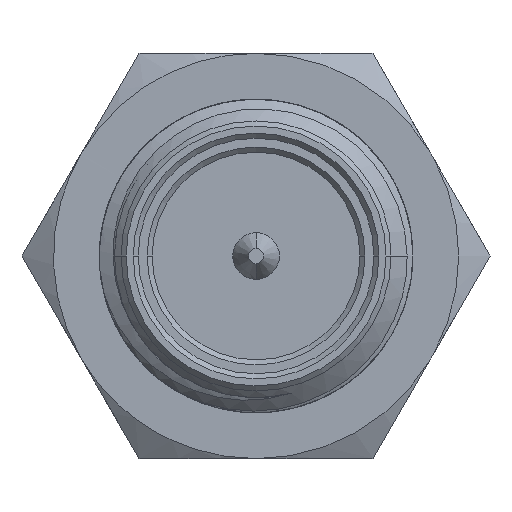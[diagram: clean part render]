
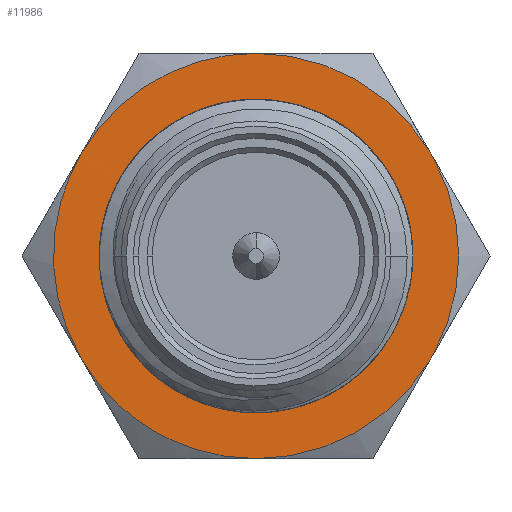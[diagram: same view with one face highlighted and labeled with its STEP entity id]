
A CAD part, left-side view. The second image highlights one B-rep face of the part: STEP entity #11986.
In plain terms, the highlighted planar face has unit normal (-1, 0, 0).
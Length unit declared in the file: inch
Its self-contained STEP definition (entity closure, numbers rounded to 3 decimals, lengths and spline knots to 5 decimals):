
#2085=CARTESIAN_POINT('',(0.44882,0.,0.));
#2086=DIRECTION('',(1.,0.,0.));
#2087=DIRECTION('',(0.,1.,0.));
#2088=AXIS2_PLACEMENT_3D('',#2085,#2086,#2087);
#4928=CARTESIAN_POINT('',(0.44882,0.,0.));
#4929=DIRECTION('',(-1.,0.,0.));
#4930=DIRECTION('',(0.,1.,0.));
#4931=AXIS2_PLACEMENT_3D('',#4928,#4929,#4930);
#4937=CARTESIAN_POINT('',(0.44882,0.,0.));
#4938=DIRECTION('',(1.,0.,0.));
#4939=DIRECTION('',(0.,0.,1.));
#4940=AXIS2_PLACEMENT_3D('',#4937,#4938,#4939);
#4942=DIRECTION('',(0.,0.5,0.866));
#4943=VECTOR('',#4942,0.00717);
#4944=CARTESIAN_POINT('',(0.44882,-0.13814,
0.07561));
#4945=LINE('',#4944,#4943);
#4946=CARTESIAN_POINT('',(0.44882,0.,0.));
#4947=DIRECTION('',(1.,0.,0.));
#4948=DIRECTION('',(0.,-0.877,0.48));
#4949=AXIS2_PLACEMENT_3D('',#4946,#4947,#4948);
#4951=DIRECTION('',(0.,-0.5,0.866));
#4952=VECTOR('',#4951,0.00717);
#4953=CARTESIAN_POINT('',(0.44882,-0.13455,
-0.08183));
#4954=LINE('',#4953,#4952);
#4955=CARTESIAN_POINT('',(0.44882,0.,0.));
#4956=DIRECTION('',(1.,0.,0.));
#4957=DIRECTION('',(0.,-0.854,-0.52));
#4958=AXIS2_PLACEMENT_3D('',#4955,#4956,#4957);
#4960=CARTESIAN_POINT('',(0.44882,0.,
-0.15748));
#4961=CARTESIAN_POINT('',(0.44882,0.00545,
-0.15748));
#4962=CARTESIAN_POINT('',(0.44882,0.01611,
-0.15693));
#4963=CARTESIAN_POINT('',(0.44882,0.03179,
-0.1545));
#4964=CARTESIAN_POINT('',(0.44882,0.04606,
-0.15081));
#4965=CARTESIAN_POINT('',(0.44882,0.05832,
-0.14645));
#4966=CARTESIAN_POINT('',(0.44882,0.06882,
-0.14179));
#4967=CARTESIAN_POINT('',(0.44882,0.07788,
-0.13699));
#4968=CARTESIAN_POINT('',(0.44882,0.08564,
-0.13225));
#4969=CARTESIAN_POINT('',(0.44882,0.0922,
-0.12774));
#4970=CARTESIAN_POINT('',(0.44882,0.09783,
-0.12347));
#4971=CARTESIAN_POINT('',(0.44882,0.10286,
-0.1193));
#4972=CARTESIAN_POINT('',(0.44882,0.10756,
-0.11508));
#4973=CARTESIAN_POINT('',(0.44882,0.11217,
-0.1106));
#4974=CARTESIAN_POINT('',(0.44882,0.11658,
-0.10594));
#4975=CARTESIAN_POINT('',(0.44882,0.12077,
-0.10113));
#4976=CARTESIAN_POINT('',(0.44882,0.12481,
-0.09611));
#4977=CARTESIAN_POINT('',(0.44882,0.12873,
-0.0908));
#4978=CARTESIAN_POINT('',(0.44882,0.13242,
-0.08531));
#4979=CARTESIAN_POINT('',(0.44882,0.13505,
-0.08108));
#4980=CARTESIAN_POINT('',(0.44882,0.13636,
-0.07884));
#4982=CARTESIAN_POINT('',(0.44882,0.13664,
-0.07837));
#4983=CARTESIAN_POINT('',(0.44882,0.13662,
-0.0784));
#4984=CARTESIAN_POINT('',(0.44882,0.13658,
-0.07849));
#4985=CARTESIAN_POINT('',(0.44882,0.1364,
-0.07879));
#4986=CARTESIAN_POINT('',(0.44882,0.13637,
-0.07884));
#4987=CARTESIAN_POINT('',(0.44882,0.13636,
-0.07884));
#4989=CARTESIAN_POINT('',(0.44882,0.13664,
-0.07837));
#4990=CARTESIAN_POINT('',(0.44882,0.13913,
-0.07399));
#4991=CARTESIAN_POINT('',(0.44882,0.14365,
-0.06508));
#4992=CARTESIAN_POINT('',(0.44882,0.14914,
-0.05129));
#4993=CARTESIAN_POINT('',(0.44882,0.15333,
-0.03695));
#4994=CARTESIAN_POINT('',(0.44882,0.15613,
-0.02231));
#4995=CARTESIAN_POINT('',(0.44882,0.15754,
-0.00747));
#4996=CARTESIAN_POINT('',(0.44882,0.15754,
0.00745));
#4997=CARTESIAN_POINT('',(0.44882,0.15613,
0.02229));
#4998=CARTESIAN_POINT('',(0.44882,0.15333,
0.03693));
#4999=CARTESIAN_POINT('',(0.44882,0.14915,
0.05126));
#5000=CARTESIAN_POINT('',(0.44882,0.14366,
0.06506));
#5001=CARTESIAN_POINT('',(0.44882,0.13914,
0.07397));
#5002=CARTESIAN_POINT('',(0.44882,0.13665,
0.07834));
#5004=CARTESIAN_POINT('',(0.44882,0.13592,
0.07962));
#5005=CARTESIAN_POINT('',(0.44882,0.13599,
0.07949));
#5006=CARTESIAN_POINT('',(0.44882,0.13616,
0.07921));
#5007=CARTESIAN_POINT('',(0.44882,0.13642,
0.07876));
#5008=CARTESIAN_POINT('',(0.44882,0.13658,
0.07848));
#5009=CARTESIAN_POINT('',(0.44882,0.13665,
0.07834));
#5011=CARTESIAN_POINT('',(0.44883,0.1359,
0.07964));
#5012=CARTESIAN_POINT('',(0.44883,0.13337,
0.08397));
#5013=CARTESIAN_POINT('',(0.44881,0.12789,
0.09226));
#5014=CARTESIAN_POINT('',(0.44882,0.11861,
0.10396));
#5015=CARTESIAN_POINT('',(0.44882,0.10826,
0.11469));
#5016=CARTESIAN_POINT('',(0.44882,0.09695,
0.1244));
#5017=CARTESIAN_POINT('',(0.44882,0.08477,
0.133));
#5018=CARTESIAN_POINT('',(0.44882,0.07183,
0.14041));
#5019=CARTESIAN_POINT('',(0.44882,0.05825,
0.14656));
#5020=CARTESIAN_POINT('',(0.44882,0.04415,
0.15141));
#5021=CARTESIAN_POINT('',(0.44882,0.02965,
0.1549));
#5022=CARTESIAN_POINT('',(0.44882,0.01489,
0.15701));
#5023=CARTESIAN_POINT('',(0.44882,0.00498,
0.15748));
#5024=CARTESIAN_POINT('',(0.44882,0.,
0.15748));
#5252=CARTESIAN_POINT('',(0.44882,-0.13455,
-0.08183));
#5936=CARTESIAN_POINT('',(0.44882,0.12185,0.));
#5937=CARTESIAN_POINT('',(0.44882,-0.12185,0.));
#5938=VERTEX_POINT('',#5936);
#5939=VERTEX_POINT('',#5937);
#6100=CARTESIAN_POINT('',(0.44882,0.,
0.15748));
#6101=CARTESIAN_POINT('',(0.44882,-0.13455,
0.08183));
#6102=VERTEX_POINT('',#6100);
#6103=VERTEX_POINT('',#6101);
#6104=CARTESIAN_POINT('',(0.44882,-0.13814,
0.07561));
#6105=CARTESIAN_POINT('',(0.44882,-0.13814,
-0.07561));
#6106=VERTEX_POINT('',#6104);
#6107=VERTEX_POINT('',#6105);
#6108=VERTEX_POINT('',#4960);
#6109=VERTEX_POINT('',#4980);
#6110=VERTEX_POINT('',#4989);
#6111=VERTEX_POINT('',#5002);
#6112=VERTEX_POINT('',#5011);
#6117=VERTEX_POINT('',#5252);
#11955=CARTESIAN_POINT('',(0.44882,0.,0.));
#11956=DIRECTION('',(1.,0.,0.));
#11957=DIRECTION('',(0.,-1.,0.));
#11958=AXIS2_PLACEMENT_3D('',#11955,#11956,#11957);
#11959=PLANE('',#11958);
#11961=ORIENTED_EDGE('',*,*,#11960,.T.);
#11963=ORIENTED_EDGE('',*,*,#11962,.F.);
#11965=ORIENTED_EDGE('',*,*,#11964,.T.);
#11967=ORIENTED_EDGE('',*,*,#11966,.F.);
#11969=ORIENTED_EDGE('',*,*,#11968,.T.);
#11971=ORIENTED_EDGE('',*,*,#11970,.T.);
#11973=ORIENTED_EDGE('',*,*,#11972,.F.);
#11975=ORIENTED_EDGE('',*,*,#11974,.T.);
#11977=ORIENTED_EDGE('',*,*,#11976,.F.);
#11979=ORIENTED_EDGE('',*,*,#11978,.T.);
#11980=EDGE_LOOP('',(#11961,#11963,#11965,#11967,#11969,#11971,#11973,#11975,
#11977,#11979));
#11981=FACE_OUTER_BOUND('',#11980,.F.);
#11982=ORIENTED_EDGE('',*,*,#8483,.F.);
#11983=ORIENTED_EDGE('',*,*,#11949,.T.);
#11984=EDGE_LOOP('',(#11982,#11983));
#11985=FACE_BOUND('',#11984,.F.);
#11986=ADVANCED_FACE('',(#11981,#11985),#11959,.F.);
#2089=CIRCLE('',#2088,0.12185);
#4932=CIRCLE('',#4931,0.12185);
#4941=CIRCLE('',#4940,0.15748);
#4950=CIRCLE('',#4949,0.15748);
#4959=CIRCLE('',#4958,0.15748);
#4981=B_SPLINE_CURVE_WITH_KNOTS('',3,(#4960,#4961,#4962,#4963,#4964,#4965,#4966,
#4967,#4968,#4969,#4970,#4971,#4972,#4973,#4974,#4975,#4976,#4977,#4978,#4979,
#4980),.UNSPECIFIED.,.F.,.F.,(4,1,1,1,1,1,1,1,1,1,1,1,1,1,1,1,1,1,4),(0.,
0.05556,0.11111,0.16667,0.22222,
0.27778,0.33333,0.38889,0.44444,0.5,
0.55556,0.61111,0.66667,0.72222,
0.77778,0.83333,0.88889,0.94444,1.),
.UNSPECIFIED.);
#4988=B_SPLINE_CURVE_WITH_KNOTS('',3,(#4982,#4983,#4984,#4985,#4986,#4987),
.UNSPECIFIED.,.F.,.F.,(4,1,1,4),(0.,0.33333,0.66667,1.),
.UNSPECIFIED.);
#5003=B_SPLINE_CURVE_WITH_KNOTS('',3,(#4989,#4990,#4991,#4992,#4993,#4994,#4995,
#4996,#4997,#4998,#4999,#5000,#5001,#5002),.UNSPECIFIED.,.F.,.F.,(4,1,1,1,1,1,1,
1,1,1,1,4),(0.,0.09091,0.18182,0.27273,
0.36364,0.45455,0.54545,0.63636,
0.72727,0.81818,0.90909,1.),.UNSPECIFIED.);
#5010=B_SPLINE_CURVE_WITH_KNOTS('',3,(#5004,#5005,#5006,#5007,#5008,#5009),
.UNSPECIFIED.,.F.,.F.,(4,1,1,4),(0.,0.33333,0.66667,1.),
.UNSPECIFIED.);
#5025=B_SPLINE_CURVE_WITH_KNOTS('',3,(#5011,#5012,#5013,#5014,#5015,#5016,#5017,
#5018,#5019,#5020,#5021,#5022,#5023,#5024),.UNSPECIFIED.,.F.,.F.,(4,1,1,1,1,1,1,
1,1,1,1,4),(0.,0.09091,0.18182,0.27273,
0.36364,0.45455,0.54545,0.63636,
0.72727,0.81818,0.90909,1.),.UNSPECIFIED.);
#8483=EDGE_CURVE('',#5938,#5939,#2089,.T.);
#11949=EDGE_CURVE('',#5938,#5939,#4932,.T.);
#11960=EDGE_CURVE('',#6102,#6103,#4941,.T.);
#11962=EDGE_CURVE('',#6106,#6103,#4945,.T.);
#11964=EDGE_CURVE('',#6106,#6107,#4950,.T.);
#11966=EDGE_CURVE('',#6117,#6107,#4954,.T.);
#11968=EDGE_CURVE('',#6117,#6108,#4959,.T.);
#11970=EDGE_CURVE('',#6108,#6109,#4981,.T.);
#11972=EDGE_CURVE('',#6110,#6109,#4988,.T.);
#11974=EDGE_CURVE('',#6110,#6111,#5003,.T.);
#11976=EDGE_CURVE('',#6112,#6111,#5010,.T.);
#11978=EDGE_CURVE('',#6112,#6102,#5025,.T.);
